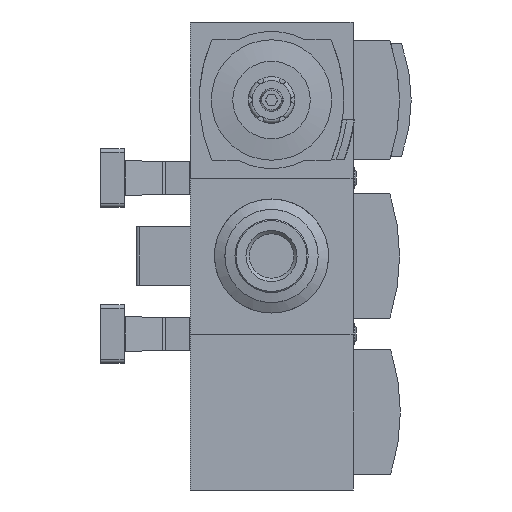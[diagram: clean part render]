
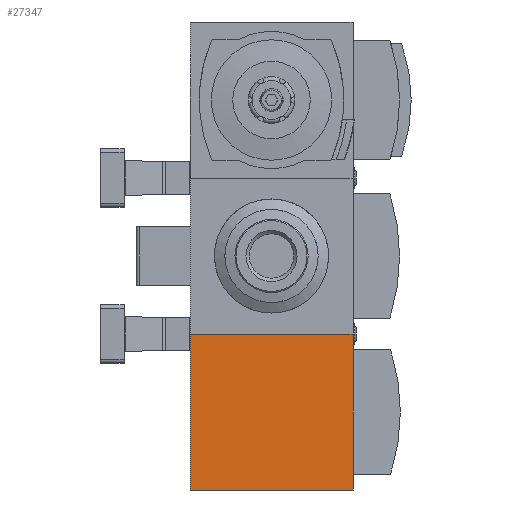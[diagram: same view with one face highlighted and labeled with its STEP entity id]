
A CAD part, front view. The second image highlights one B-rep face of the part: STEP entity #27347.
In plain terms, the highlighted planar face has unit normal (0, -1, 0).
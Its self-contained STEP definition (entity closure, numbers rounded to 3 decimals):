
#887=PLANE('',#29144);
#2651=LINE('',#40101,#4821);
#2757=LINE('',#40323,#4927);
#2772=LINE('',#40361,#4942);
#2813=LINE('',#40469,#4983);
#4821=VECTOR('',#33742,1000.);
#4927=VECTOR('',#33914,1000.);
#4942=VECTOR('',#33943,1000.);
#4983=VECTOR('',#34026,1000.);
#10567=ORIENTED_EDGE('',*,*,#13578,.F.);
#10568=ORIENTED_EDGE('',*,*,#13692,.F.);
#10569=ORIENTED_EDGE('',*,*,#13766,.F.);
#10570=ORIENTED_EDGE('',*,*,#13712,.F.);
#13578=EDGE_CURVE('',#15790,#15791,#2651,.T.);
#13692=EDGE_CURVE('',#15873,#15790,#2757,.T.);
#13712=EDGE_CURVE('',#15791,#15890,#2772,.T.);
#13766=EDGE_CURVE('',#15890,#15873,#2813,.T.);
#15790=VERTEX_POINT('',#40100);
#15791=VERTEX_POINT('',#40102);
#15873=VERTEX_POINT('',#40322);
#15890=VERTEX_POINT('',#40362);
#17934=EDGE_LOOP('',(#10567,#10568,#10569,#10570));
#19200=FACE_BOUND('',#17934,.T.);
#27347=ADVANCED_FACE('',(#19200),#887,.F.);
#29144=AXIS2_PLACEMENT_3D('',#41051,#34523,#34524);
#33742=DIRECTION('',(0.,0.,1.));
#33914=DIRECTION('',(-1.,0.,0.));
#33943=DIRECTION('',(1.,0.,0.));
#34026=DIRECTION('',(0.,0.,-1.));
#34523=DIRECTION('',(0.,1.,0.));
#34524=DIRECTION('',(0.,0.,1.));
#40100=CARTESIAN_POINT('',(-21.,-31.5,-20.1));
#40101=CARTESIAN_POINT('',(-21.,-31.5,-20.1));
#40102=CARTESIAN_POINT('',(-21.,-31.5,20.1));
#40322=CARTESIAN_POINT('',(21.,-31.5,-20.1));
#40323=CARTESIAN_POINT('',(21.,-31.5,-20.1));
#40361=CARTESIAN_POINT('',(-21.,-31.5,20.1));
#40362=CARTESIAN_POINT('',(21.,-31.5,20.1));
#40469=CARTESIAN_POINT('',(21.,-31.5,20.1));
#41051=CARTESIAN_POINT('',(0.,-31.5,0.));
